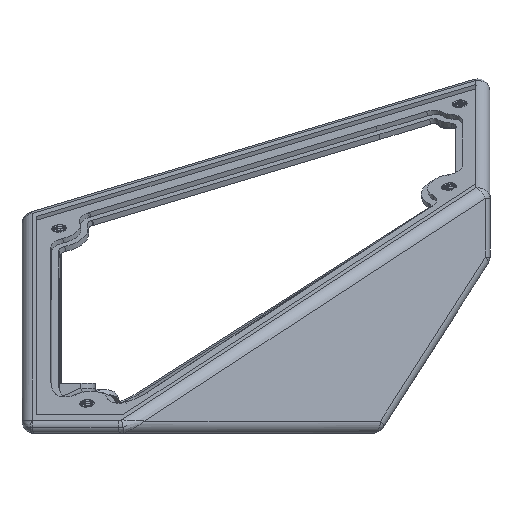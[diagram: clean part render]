
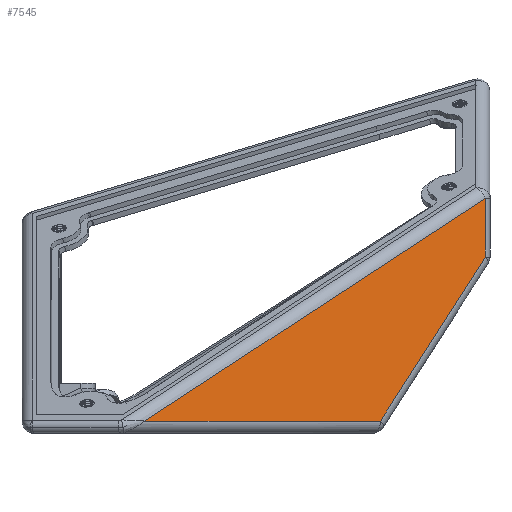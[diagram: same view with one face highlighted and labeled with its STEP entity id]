
A CAD part, left-side view. The second image highlights one B-rep face of the part: STEP entity #7545.
In plain terms, the highlighted planar face has unit normal (-0.786, -0.618, 0).
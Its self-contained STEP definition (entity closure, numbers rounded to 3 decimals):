
#116=PLANE('',#8114);
#489=FACE_OUTER_BOUND('',#923,.T.);
#923=EDGE_LOOP('',(#5945,#5946,#5947,#5948));
#1840=LINE('',#19734,#2506);
#1855=LINE('',#19818,#2521);
#1857=LINE('',#19821,#2523);
#1861=LINE('',#19827,#2527);
#2506=VECTOR('',#9190,10.);
#2521=VECTOR('',#9287,10.);
#2523=VECTOR('',#9291,10.);
#2527=VECTOR('',#9299,10.);
#3354=VERTEX_POINT('',#19704);
#3355=VERTEX_POINT('',#19732);
#3379=VERTEX_POINT('',#19800);
#3382=VERTEX_POINT('',#19809);
#4274=EDGE_CURVE('',#3355,#3354,#1840,.T.);
#4316=EDGE_CURVE('',#3354,#3382,#1855,.T.);
#4318=EDGE_CURVE('',#3382,#3379,#1857,.T.);
#4322=EDGE_CURVE('',#3379,#3355,#1861,.T.);
#5945=ORIENTED_EDGE('',*,*,#4316,.F.);
#5946=ORIENTED_EDGE('',*,*,#4274,.F.);
#5947=ORIENTED_EDGE('',*,*,#4322,.F.);
#5948=ORIENTED_EDGE('',*,*,#4318,.F.);
#7545=ADVANCED_FACE('',(#489),#116,.T.);
#8114=AXIS2_PLACEMENT_3D('',#19876,#9344,#9345);
#9190=DIRECTION('',(-0.618,0.786,0.));
#9287=DIRECTION('',(0.55,-0.699,0.457));
#9291=DIRECTION('',(0.,0.,-1.));
#9299=DIRECTION('',(-0.39,0.496,-0.776));
#9344=DIRECTION('center_axis',(-0.786,-0.618,0.));
#9345=DIRECTION('ref_axis',(0.,0.,1.));
#19704=CARTESIAN_POINT('',(189.97,164.503,-0.777));
#19732=CARTESIAN_POINT('',(254.75,82.165,-0.777));
#19734=CARTESIAN_POINT('',(245.784,93.561,-0.777));
#19800=CARTESIAN_POINT('',(283.58,45.519,56.531));
#19809=CARTESIAN_POINT('',(283.58,45.519,77.091));
#19818=CARTESIAN_POINT('',(248.665,89.899,48.047));
#19821=CARTESIAN_POINT('',(283.58,45.519,17.519));
#19827=CARTESIAN_POINT('',(272.314,59.839,34.137));
#19876=CARTESIAN_POINT('Origin',(240.913,99.752,40.116));
